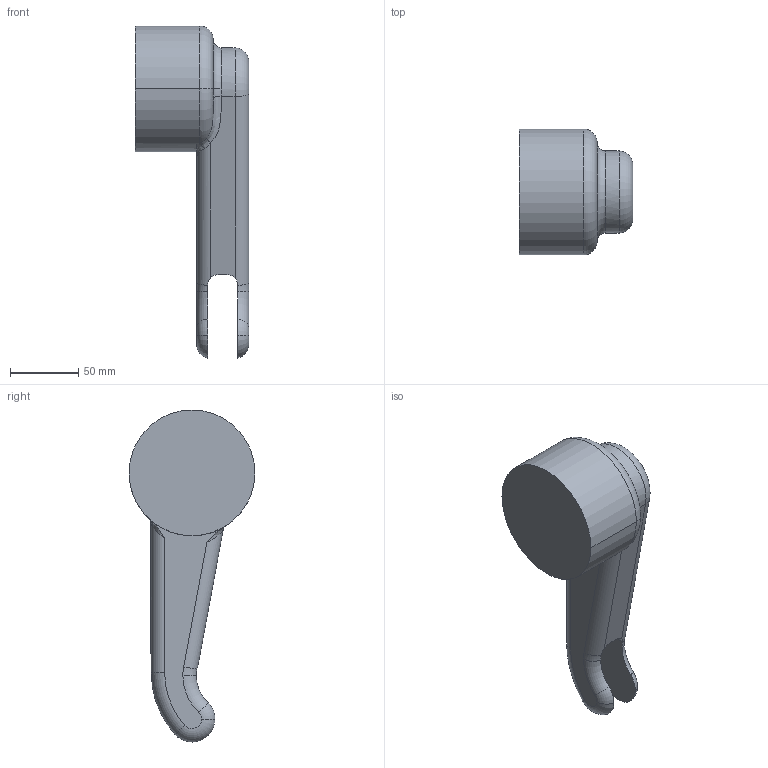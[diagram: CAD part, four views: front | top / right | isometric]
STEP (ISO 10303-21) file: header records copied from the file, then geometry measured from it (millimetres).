
FILE_DESCRIPTION (( 'STEP AP214' ), '1' );
FILE_NAME ('leg_L.stp', '2022-10-08T12:28:40', ( '' ), ( '' ), 'SwSTEP 2.0', 'SolidWorks 2021', '' );
FILE_SCHEMA (( 'AUTOMOTIVE_DESIGN' ));
Length unit declared in the file: millimetre
Products named in the file (1): leg_L
Bounding box: 83 x 92 x 242.79 mm (x, y, z)
Volume: 643298.5 mm3; surface area: 55285.1 mm2
Topology: 1 solids, 1 shells, 39 faces, 97 edges, 60 vertices
Faces by surface type: torus 16, cylinder 9, plane 8, bspline 6
Entity records: 1708 total; most frequent: CARTESIAN_POINT 767, DIRECTION 198, ORIENTED_EDGE 194, EDGE_CURVE 97, AXIS2_PLACEMENT_3D 89, VERTEX_POINT 60, CIRCLE 55, FACE_OUTER_BOUND 39
